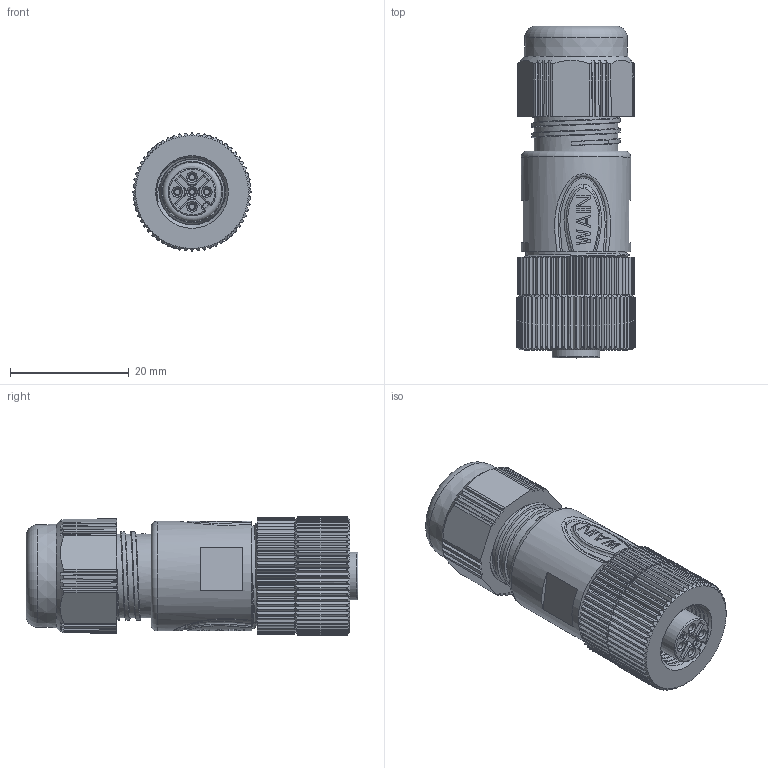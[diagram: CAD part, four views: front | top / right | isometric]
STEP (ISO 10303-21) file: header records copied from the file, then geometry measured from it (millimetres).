
FILE_DESCRIPTION(/* description */ (''),/* implementation_level */ '2;1');
FILE_NAME(/* name */ '3D_1630054213101_M12P-F05A-T-D6_V1.0_stp.stp',/* time_stamp */ '2024-01-30T14:38:00+08:00',/* author */ (''),/* organization */ (''),/* preprocessor_version */ 'ST-DEVELOPER v18.1',/* originating_system */ 'SIEMENS PLM Software NX 1980',/* authorisation */ '');
FILE_SCHEMA (('AUTOMOTIVE_DESIGN { 1 0 10303 214 3 1 1 1 }'));
Length unit declared in the file: millimetre
Products named in the file (1): 3D_1630054213101_M12P-F05A-T-D6_V1.0_stp
Bounding box: 20 x 56 x 20 mm (x, y, z)
Surface area: 6196.8 mm2 (no closed solid volume)
Topology: 0 solids, 1 shells, 1024 faces, 2760 edges, 1772 vertices
Faces by surface type: plane 456, cylinder 313, cone 202, bspline 27, torus 23, sphere 2, extrusion 1
Full cylindrical faces by diameter (mm): 1.1 x5, 1.18 x2, 1.22 x3, 1.56 x4, 1.6 x1, 8.05 x1, 8.45 x1, 11 x1, 11.1 x1, 14.16 x3, 18.5 x1
Entity records: 39319 total; most frequent: CARTESIAN_POINT 15895, ORIENTED_EDGE 5314, DIRECTION 4223, EDGE_CURVE 2657, VERTEX_POINT 1717, AXIS2_PLACEMENT_3D 1605, EDGE_LOOP 1100, ADVANCED_FACE 1021
